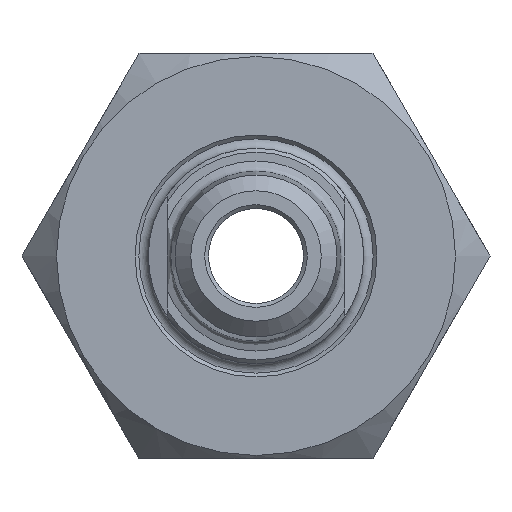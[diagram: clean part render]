
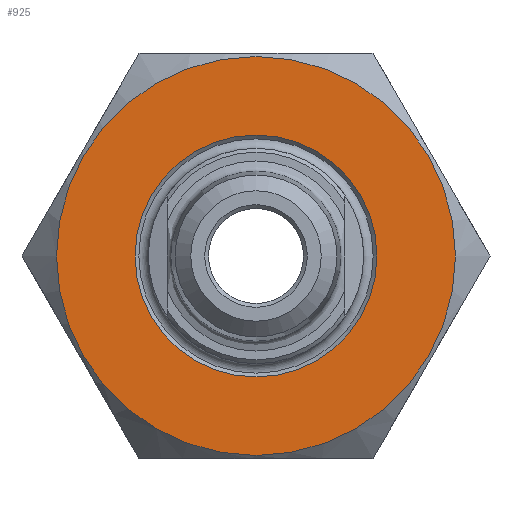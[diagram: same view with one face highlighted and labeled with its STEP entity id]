
A CAD part, left-side view. The second image highlights one B-rep face of the part: STEP entity #925.
In plain terms, the highlighted planar face has unit normal (-1, 0, 0).
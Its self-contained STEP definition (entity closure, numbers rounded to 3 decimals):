
#49=FACE_BOUND('',#154,.T.);
#64=PLANE('',#1066);
#95=FACE_OUTER_BOUND('',#153,.T.);
#153=EDGE_LOOP('',(#669));
#154=EDGE_LOOP('',(#670));
#327=CIRCLE('',#1047,15.75);
#334=CIRCLE('',#1061,9.55);
#403=VERTEX_POINT('',#1536);
#409=VERTEX_POINT('',#1562);
#495=EDGE_CURVE('',#403,#403,#327,.T.);
#507=EDGE_CURVE('',#409,#409,#334,.T.);
#669=ORIENTED_EDGE('',*,*,#495,.T.);
#670=ORIENTED_EDGE('',*,*,#507,.F.);
#925=ADVANCED_FACE('',(#95,#49),#64,.T.);
#1047=AXIS2_PLACEMENT_3D('',#1538,#1184,#1185);
#1061=AXIS2_PLACEMENT_3D('',#1563,#1217,#1218);
#1066=AXIS2_PLACEMENT_3D('',#1573,#1229,#1230);
#1184=DIRECTION('center_axis',(-1.,0.,0.));
#1185=DIRECTION('ref_axis',(0.,1.,0.));
#1217=DIRECTION('center_axis',(-1.,0.,0.));
#1218=DIRECTION('ref_axis',(0.,0.,-1.));
#1229=DIRECTION('center_axis',(-1.,0.,0.));
#1230=DIRECTION('ref_axis',(0.,0.,1.));
#1536=CARTESIAN_POINT('',(-13.5,-15.75,0.));
#1538=CARTESIAN_POINT('Origin',(-13.5,0.,0.));
#1562=CARTESIAN_POINT('',(-13.5,0.,9.55));
#1563=CARTESIAN_POINT('Origin',(-13.5,0.,0.));
#1573=CARTESIAN_POINT('Origin',(-13.5,0.,0.));
